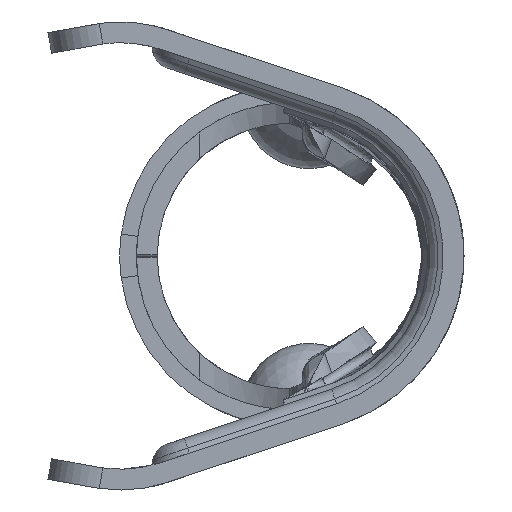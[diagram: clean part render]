
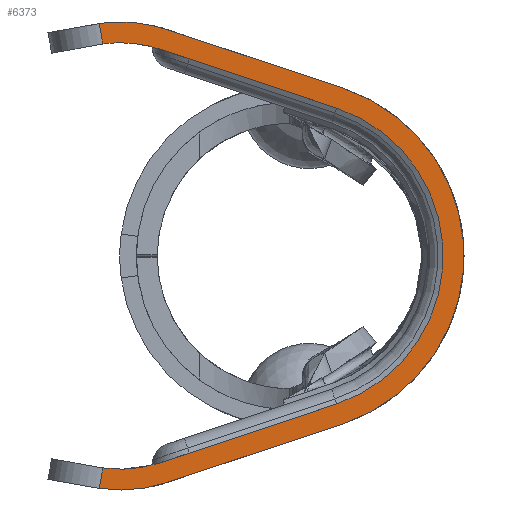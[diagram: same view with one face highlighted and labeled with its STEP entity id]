
A CAD part, left-side view. The second image highlights one B-rep face of the part: STEP entity #6373.
In plain terms, the highlighted planar face has unit normal (-1, 0, 0).
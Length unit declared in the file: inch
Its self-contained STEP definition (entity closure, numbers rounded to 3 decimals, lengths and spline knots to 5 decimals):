
#151 = VERTEX_POINT ( 'NONE', #7490 ) ;
#159 = EDGE_CURVE ( 'NONE', #3423, #11989, #12747, .T. ) ;
#163 = EDGE_CURVE ( 'NONE', #9773, #16264, #10172, .T. ) ;
#234 = LINE ( 'NONE', #5496, #12286 ) ;
#354 = DIRECTION ( 'NONE',  ( -1., 0., 0. ) ) ;
#555 = ORIENTED_EDGE ( 'NONE', *, *, #14890, .F. ) ;
#672 = LINE ( 'NONE', #5936, #13616 ) ;
#676 = EDGE_CURVE ( 'NONE', #10618, #2576, #8934, .T. ) ;
#681 = LINE ( 'NONE', #5942, #2135 ) ;
#861 = DIRECTION ( 'NONE',  ( 0., 0., -1. ) ) ;
#902 = ORIENTED_EDGE ( 'NONE', *, *, #11944, .F. ) ;
#943 = CARTESIAN_POINT ( 'NONE',  ( -1.565, 0.13885, 0.02443 ) ) ;
#1060 = CIRCLE ( 'NONE', #10697, 0.14 ) ;
#1080 = DIRECTION ( 'NONE',  ( 1., 0., 0. ) ) ;
#1155 = DIRECTION ( 'NONE',  ( 1., 0., 0. ) ) ;
#1206 = EDGE_CURVE ( 'NONE', #151, #7406, #1292, .T. ) ;
#1292 = CIRCLE ( 'NONE', #9848, 0.14 ) ;
#1893 = EDGE_LOOP ( 'NONE', ( #11968, #5251, #555, #10529, #13021, #11014, #2531, #15280, #13523, #12658, #2054, #4245, #902, #10763 ) ) ;
#2054 = ORIENTED_EDGE ( 'NONE', *, *, #14635, .F. ) ;
#2106 = CARTESIAN_POINT ( 'NONE',  ( -1.565, 0.12453, -0.19883 ) ) ;
#2135 = VECTOR ( 'NONE', #11196, 39.37008 ) ;
#2256 = EDGE_CURVE ( 'NONE', #16264, #10618, #9563, .T. ) ;
#2271 = EDGE_CURVE ( 'NONE', #13176, #3426, #681, .T. ) ;
#2298 = CIRCLE ( 'NONE', #11926, 0.12 ) ;
#2393 = DIRECTION ( 'NONE',  ( 0., 0.949, 0.316 ) ) ;
#2397 = CIRCLE ( 'NONE', #12023, 0.12 ) ;
#2412 = CARTESIAN_POINT ( 'NONE',  ( -1.565, 0.17974, -0.20375 ) ) ;
#2454 = FACE_OUTER_BOUND ( 'NONE', #1893, .T. ) ;
#2531 = ORIENTED_EDGE ( 'NONE', *, *, #163, .F. ) ;
#2576 = VERTEX_POINT ( 'NONE', #12978 ) ;
#3266 = CARTESIAN_POINT ( 'NONE',  ( -1.565, 0.0025, 0. ) ) ;
#3277 = CARTESIAN_POINT ( 'NONE',  ( -1.565, -0.04497, 0.14229 ) ) ;
#3415 = EDGE_CURVE ( 'NONE', #13176, #151, #1060, .T. ) ;
#3423 = VERTEX_POINT ( 'NONE', #2412 ) ;
#3426 = VERTEX_POINT ( 'NONE', #7667 ) ;
#3445 = CARTESIAN_POINT ( 'NONE',  ( -1.565, 0.1625, -0.085 ) ) ;
#3459 = AXIS2_PLACEMENT_3D ( 'NONE', #12156, #354, #5619 ) ;
#3614 = DIRECTION ( 'NONE',  ( 0., -0.949, 0.316 ) ) ;
#3697 = CARTESIAN_POINT ( 'NONE',  ( -1.565, 0.1625, 0.085 ) ) ;
#3842 = CARTESIAN_POINT ( 'NONE',  ( -1.565, 0.1625, 0.085 ) ) ;
#3915 = DIRECTION ( 'NONE',  ( 0., 0., -1. ) ) ;
#4245 = ORIENTED_EDGE ( 'NONE', *, *, #11340, .F. ) ;
#4465 = CIRCLE ( 'NONE', #6674, 0.14 ) ;
#5251 = ORIENTED_EDGE ( 'NONE', *, *, #2271, .T. ) ;
#5426 = VERTEX_POINT ( 'NONE', #12382 ) ;
#5496 = CARTESIAN_POINT ( 'NONE',  ( -1.565, -0.0513, -0.16126 ) ) ;
#5619 = DIRECTION ( 'NONE',  ( 0., 0., 1. ) ) ;
#5936 = CARTESIAN_POINT ( 'NONE',  ( -1.565, -0.0513, 0.16126 ) ) ;
#5942 = CARTESIAN_POINT ( 'NONE',  ( -1.565, 0.13885, -0.02443 ) ) ;
#6009 = CARTESIAN_POINT ( 'NONE',  ( -1.565, 0.1625, -0.085 ) ) ;
#6207 = DIRECTION ( 'NONE',  ( 0., 0.176, -0.984 ) ) ;
#6340 = DIRECTION ( 'NONE',  ( 0., 0., 1. ) ) ;
#6373 = ADVANCED_FACE ( 'NONE', ( #2454 ), #7709, .F. ) ;
#6423 = DIRECTION ( 'NONE',  ( 0., 0., -1. ) ) ;
#6674 = AXIS2_PLACEMENT_3D ( 'NONE', #6009, #11262, #16489 ) ;
#6737 = CIRCLE ( 'NONE', #16339, 0.17 ) ;
#6883 = VERTEX_POINT ( 'NONE', #15239 ) ;
#6890 = EDGE_CURVE ( 'NONE', #3423, #9773, #2298, .T. ) ;
#7137 = CARTESIAN_POINT ( 'NONE',  ( -1.565, 0.18327, 0.22345 ) ) ;
#7321 = VECTOR ( 'NONE', #3614, 39.37008 ) ;
#7406 = VERTEX_POINT ( 'NONE', #12567 ) ;
#7490 = CARTESIAN_POINT ( 'NONE',  ( -1.565, 0.1625, 0.225 ) ) ;
#7609 = VECTOR ( 'NONE', #2393, 39.37008 ) ;
#7667 = CARTESIAN_POINT ( 'NONE',  ( -1.565, 0.17974, 0.20375 ) ) ;
#7709 = PLANE ( 'NONE',  #8611 ) ;
#7835 = EDGE_CURVE ( 'NONE', #14202, #11989, #4465, .T. ) ;
#8520 = DIRECTION ( 'NONE',  ( -1., 0., 0. ) ) ;
#8611 = AXIS2_PLACEMENT_3D ( 'NONE', #12965, #1155, #6423 ) ;
#8934 = LINE ( 'NONE', #14191, #7609 ) ;
#8951 = DIRECTION ( 'NONE',  ( 1., 0., 0. ) ) ;
#9088 = DIRECTION ( 'NONE',  ( -1., 0., 0. ) ) ;
#9563 = CIRCLE ( 'NONE', #16973, 0.15 ) ;
#9773 = VERTEX_POINT ( 'NONE', #2106 ) ;
#9848 = AXIS2_PLACEMENT_3D ( 'NONE', #12888, #1080, #6340 ) ;
#10172 = LINE ( 'NONE', #15409, #7321 ) ;
#10363 = VECTOR ( 'NONE', #6207, 39.37008 ) ;
#10475 = CARTESIAN_POINT ( 'NONE',  ( -1.565, 0.0025, 0. ) ) ;
#10529 = ORIENTED_EDGE ( 'NONE', *, *, #16118, .F. ) ;
#10618 = VERTEX_POINT ( 'NONE', #3277 ) ;
#10697 = AXIS2_PLACEMENT_3D ( 'NONE', #3697, #8951, #14207 ) ;
#10748 = DIRECTION ( 'NONE',  ( 0., 0.949, -0.316 ) ) ;
#10763 = ORIENTED_EDGE ( 'NONE', *, *, #1206, .F. ) ;
#10902 = CIRCLE ( 'NONE', #3459, 0.12 ) ;
#11014 = ORIENTED_EDGE ( 'NONE', *, *, #2256, .F. ) ;
#11191 = DIRECTION ( 'NONE',  ( 0., -0.949, -0.316 ) ) ;
#11196 = DIRECTION ( 'NONE',  ( 0., -0.176, -0.984 ) ) ;
#11262 = DIRECTION ( 'NONE',  ( 1., 0., 0. ) ) ;
#11340 = EDGE_CURVE ( 'NONE', #16857, #5426, #6737, .T. ) ;
#11602 = CARTESIAN_POINT ( 'NONE',  ( -1.565, -0.0513, 0.16126 ) ) ;
#11926 = AXIS2_PLACEMENT_3D ( 'NONE', #3445, #12669, #861 ) ;
#11944 = EDGE_CURVE ( 'NONE', #7406, #16857, #672, .T. ) ;
#11968 = ORIENTED_EDGE ( 'NONE', *, *, #3415, .F. ) ;
#11989 = VERTEX_POINT ( 'NONE', #15306 ) ;
#12023 = AXIS2_PLACEMENT_3D ( 'NONE', #3842, #9088, #14341 ) ;
#12156 = CARTESIAN_POINT ( 'NONE',  ( -1.565, 0.1625, 0.085 ) ) ;
#12286 = VECTOR ( 'NONE', #10748, 39.37008 ) ;
#12382 = CARTESIAN_POINT ( 'NONE',  ( -1.565, -0.0513, -0.16126 ) ) ;
#12567 = CARTESIAN_POINT ( 'NONE',  ( -1.565, 0.1182, 0.21781 ) ) ;
#12592 = CARTESIAN_POINT ( 'NONE',  ( -1.565, -0.04497, -0.14229 ) ) ;
#12658 = ORIENTED_EDGE ( 'NONE', *, *, #7835, .F. ) ;
#12669 = DIRECTION ( 'NONE',  ( -1., 0., 0. ) ) ;
#12747 = LINE ( 'NONE', #943, #10363 ) ;
#12888 = CARTESIAN_POINT ( 'NONE',  ( -1.565, 0.1625, 0.085 ) ) ;
#12965 = CARTESIAN_POINT ( 'NONE',  ( -1.565, 0.0025, 0. ) ) ;
#12978 = CARTESIAN_POINT ( 'NONE',  ( -1.565, 0.12453, 0.19883 ) ) ;
#13021 = ORIENTED_EDGE ( 'NONE', *, *, #676, .F. ) ;
#13176 = VERTEX_POINT ( 'NONE', #7137 ) ;
#13523 = ORIENTED_EDGE ( 'NONE', *, *, #159, .T. ) ;
#13597 = CARTESIAN_POINT ( 'NONE',  ( -1.565, 0.1182, -0.21781 ) ) ;
#13616 = VECTOR ( 'NONE', #11191, 39.37008 ) ;
#13771 = DIRECTION ( 'NONE',  ( 0., 0., -1. ) ) ;
#14191 = CARTESIAN_POINT ( 'NONE',  ( -1.565, -0.04497, 0.14229 ) ) ;
#14202 = VERTEX_POINT ( 'NONE', #13597 ) ;
#14207 = DIRECTION ( 'NONE',  ( 0., 0., 1. ) ) ;
#14341 = DIRECTION ( 'NONE',  ( 0., 0., 1. ) ) ;
#14635 = EDGE_CURVE ( 'NONE', #5426, #14202, #234, .T. ) ;
#14890 = EDGE_CURVE ( 'NONE', #6883, #3426, #2397, .T. ) ;
#15239 = CARTESIAN_POINT ( 'NONE',  ( -1.565, 0.1625, 0.205 ) ) ;
#15280 = ORIENTED_EDGE ( 'NONE', *, *, #6890, .F. ) ;
#15306 = CARTESIAN_POINT ( 'NONE',  ( -1.565, 0.18327, -0.22345 ) ) ;
#15409 = CARTESIAN_POINT ( 'NONE',  ( -1.565, -0.04497, -0.14229 ) ) ;
#15701 = DIRECTION ( 'NONE',  ( 1., 0., 0. ) ) ;
#16118 = EDGE_CURVE ( 'NONE', #2576, #6883, #10902, .T. ) ;
#16264 = VERTEX_POINT ( 'NONE', #12592 ) ;
#16339 = AXIS2_PLACEMENT_3D ( 'NONE', #10475, #15701, #3915 ) ;
#16489 = DIRECTION ( 'NONE',  ( 0., 0., -1. ) ) ;
#16857 = VERTEX_POINT ( 'NONE', #11602 ) ;
#16973 = AXIS2_PLACEMENT_3D ( 'NONE', #3266, #8520, #13771 ) ;
